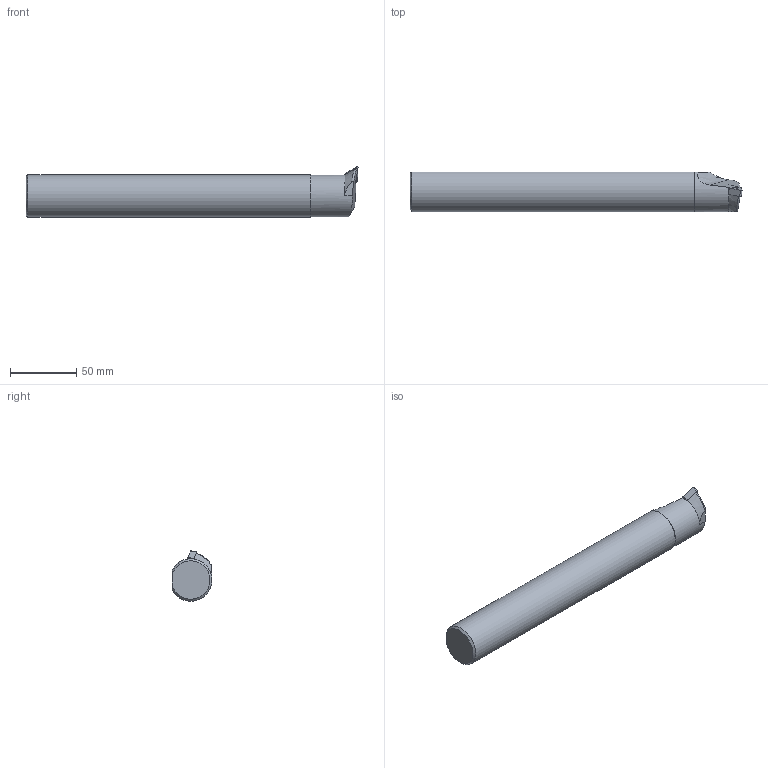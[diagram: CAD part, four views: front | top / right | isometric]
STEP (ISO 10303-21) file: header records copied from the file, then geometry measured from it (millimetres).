
FILE_DESCRIPTION((''),'2;1');
FILE_NAME('7056913200_ASM','2020-11-10T16:44:01',('schmidtst'),(''),'CREO PARAMETRIC BY PTC INC, 2020053','CREO PARAMETRIC BY PTC INC, 2020053','');
FILE_SCHEMA(('AP242_MANAGED_MODEL_BASED_3D_ENGINEERING_MIM_LF { 1 0 10303 442 1 1 4 }'));
Length unit declared in the file: millimetre
Products named in the file (3): 7056913200NC; 7056913200C; 7056913200_ASM
Assembly tree (2 placements, depth 2):
  7056913200_ASM
    7056913200NC
    7056913200C
Bounding box: 250.02 x 29.94 x 37.98 mm (x, y, z)
Volume: 188585.3 mm3; surface area: 26345.3 mm2
Topology: 2 solids, 2 shells, 34 faces, 113 edges, 85 vertices
Faces by surface type: plane 17, cylinder 8, cone 5, bspline 2, torus 2
Entity records: 3213 total; most frequent: CARTESIAN_POINT 482, DIRECTION 286, PRESENTATION_STYLE_ASSIGNMENT 204, STYLED_ITEM 204, ORIENTED_EDGE 172, CURVE_STYLE 168, PROPERTY_DEFINITION 118, REPRESENTATION 116
